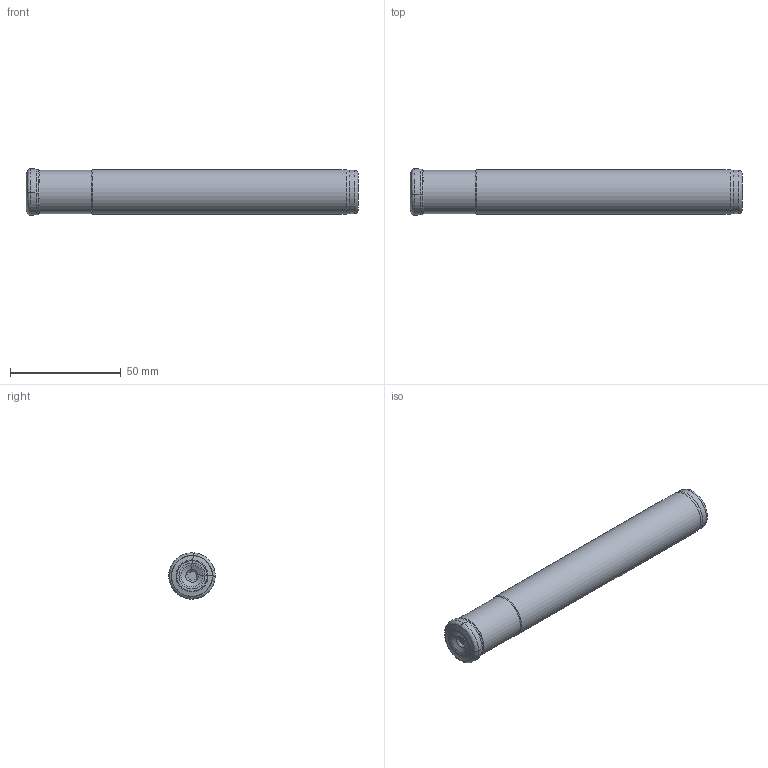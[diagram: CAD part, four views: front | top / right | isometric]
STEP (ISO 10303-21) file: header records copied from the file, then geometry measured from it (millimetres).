
FILE_DESCRIPTION(/* description */ (''),/* implementation_level */ '2;1');
FILE_NAME(/* name */ 'AHFM-WD0503D-D21-C20-L150-Z02.stp',/* time_stamp */ '2023-10-31T11:29:02+03:00',/* author */ (''),/* organization */ (''),/* preprocessor_version */ 'ST-DEVELOPER v19.4',/* originating_system */ 'SIEMENS PLM Software NX2306.5001',/* authorisation */ '');
FILE_SCHEMA (('AUTOMOTIVE_DESIGN { 1 0 10303 214 3 1 1 1 }'));
Length unit declared in the file: millimetre
Products named in the file (1): AHFM-WD0503D-D21-C20-L150-Z02-LIGHT_x_t_objects
Bounding box: 150 x 20.99 x 20.97 mm (x, y, z)
Volume: 48474.7 mm3; surface area: 10969.3 mm2
Topology: 2 solids, 2 shells, 48 faces, 92 edges, 47 vertices
Faces by surface type: bspline 28, torus 5, plane 5, revolution 4, cylinder 3, cone 3
Full cylindrical faces by diameter (mm): 19.5 x2, 20 x1
Entity records: 1436 total; most frequent: CARTESIAN_POINT 569, DIRECTION 168, ORIENTED_EDGE 154, EDGE_CURVE 77, AXIS2_PLACEMENT_3D 70, EDGE_LOOP 64, CIRCLE 53, ADVANCED_FACE 48
